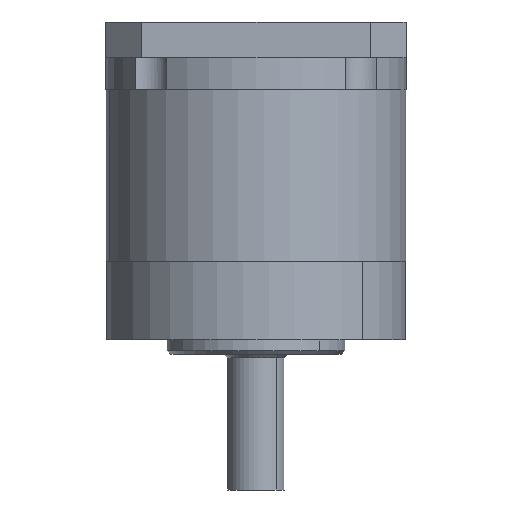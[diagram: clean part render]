
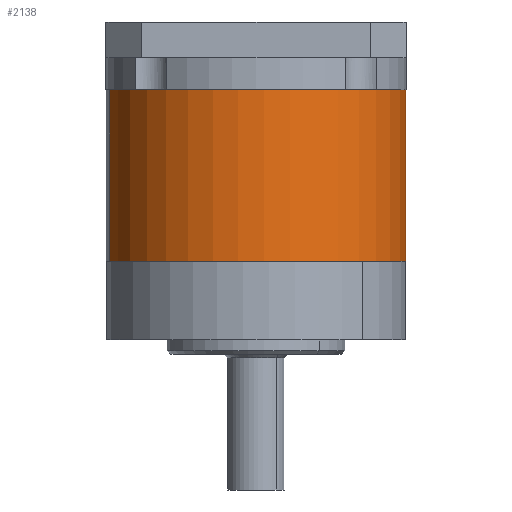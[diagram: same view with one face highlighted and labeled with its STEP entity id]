
A CAD part, front view. The second image highlights one B-rep face of the part: STEP entity #2138.
In plain terms, the highlighted cylindrical face has radius 21 mm (diameter 42 mm), a partial arc.
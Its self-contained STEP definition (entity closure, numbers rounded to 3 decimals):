
#49 = LINE ( 'NONE', #8311, #5988 ) ;
#142 = DIRECTION ( 'NONE',  ( 0., 0., -1. ) ) ;
#217 = DIRECTION ( 'NONE',  ( 0., 1., 0. ) ) ;
#1340 = ORIENTED_EDGE ( 'NONE', *, *, #5021, .T. ) ;
#1404 = CARTESIAN_POINT ( 'NONE',  ( 0., 24., 0. ) ) ;
#1550 = CARTESIAN_POINT ( 'NONE',  ( 0., 24., -21. ) ) ;
#1973 = AXIS2_PLACEMENT_3D ( 'NONE', #6959, #217, #5810 ) ;
#2059 = VERTEX_POINT ( 'NONE', #13523 ) ;
#2138 = ADVANCED_FACE ( 'NONE', ( #12896 ), #11913, .T. ) ;
#2208 = EDGE_CURVE ( 'NONE', #3791, #13243, #9015, .T. ) ;
#2448 = AXIS2_PLACEMENT_3D ( 'NONE', #1404, #13911, #142 ) ;
#2472 = DIRECTION ( 'NONE',  ( 0., 0., 1. ) ) ;
#3669 = AXIS2_PLACEMENT_3D ( 'NONE', #8105, #12753, #2472 ) ;
#3791 = VERTEX_POINT ( 'NONE', #1550 ) ;
#4091 = EDGE_LOOP ( 'NONE', ( #4471, #5825, #1340, #14310 ) ) ;
#4197 = CARTESIAN_POINT ( 'NONE',  ( 0., 0., -21. ) ) ;
#4471 = ORIENTED_EDGE ( 'NONE', *, *, #9089, .F. ) ;
#4598 = CARTESIAN_POINT ( 'NONE',  ( 0., 24., -21. ) ) ;
#4653 = DIRECTION ( 'NONE',  ( 0., -1., 0. ) ) ;
#5021 = EDGE_CURVE ( 'NONE', #3791, #14836, #10299, .T. ) ;
#5094 = EDGE_CURVE ( 'NONE', #14836, #2059, #6333, .T. ) ;
#5741 = DIRECTION ( 'NONE',  ( 0., -1., 0. ) ) ;
#5810 = DIRECTION ( 'NONE',  ( 0., 0., 1. ) ) ;
#5825 = ORIENTED_EDGE ( 'NONE', *, *, #2208, .F. ) ;
#5988 = VECTOR ( 'NONE', #4653, 1000. ) ;
#6333 = CIRCLE ( 'NONE', #1973, 21. ) ;
#6959 = CARTESIAN_POINT ( 'NONE',  ( 0., 0., 0. ) ) ;
#8105 = CARTESIAN_POINT ( 'NONE',  ( 0., 24., 0. ) ) ;
#8311 = CARTESIAN_POINT ( 'NONE',  ( 0., 24., 21. ) ) ;
#9015 = CIRCLE ( 'NONE', #3669, 21. ) ;
#9089 = EDGE_CURVE ( 'NONE', #13243, #2059, #49, .T. ) ;
#9330 = CARTESIAN_POINT ( 'NONE',  ( 0., 24., 21. ) ) ;
#9739 = VECTOR ( 'NONE', #5741, 1000. ) ;
#10299 = LINE ( 'NONE', #4598, #9739 ) ;
#11913 = CYLINDRICAL_SURFACE ( 'NONE', #2448, 21. ) ;
#12753 = DIRECTION ( 'NONE',  ( 0., 1., 0. ) ) ;
#12896 = FACE_OUTER_BOUND ( 'NONE', #4091, .T. ) ;
#13243 = VERTEX_POINT ( 'NONE', #9330 ) ;
#13523 = CARTESIAN_POINT ( 'NONE',  ( 0., 0., 21. ) ) ;
#13911 = DIRECTION ( 'NONE',  ( 0., -1., 0. ) ) ;
#14310 = ORIENTED_EDGE ( 'NONE', *, *, #5094, .T. ) ;
#14836 = VERTEX_POINT ( 'NONE', #4197 ) ;
